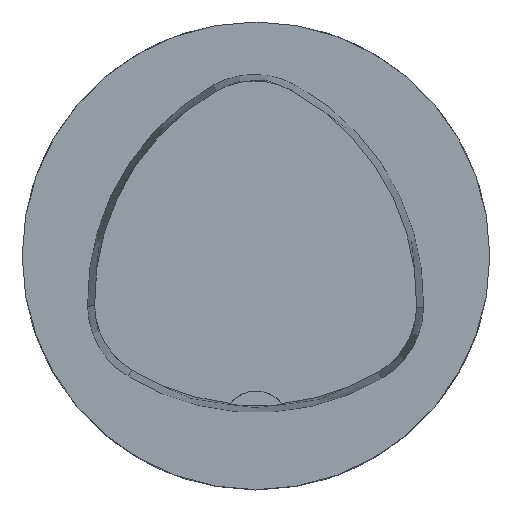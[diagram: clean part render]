
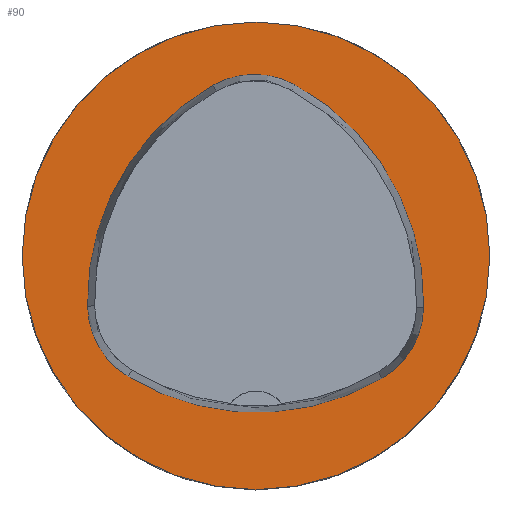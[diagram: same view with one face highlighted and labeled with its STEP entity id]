
A CAD part, top view. The second image highlights one B-rep face of the part: STEP entity #90.
In plain terms, the highlighted planar face has unit normal (0, 0, 1).
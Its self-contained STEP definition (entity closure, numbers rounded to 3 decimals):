
#35=PLANE('',#505);
#90=ADVANCED_FACE('',(#143,#144),#35,.T.);
#114=CIRCLE('',#476,50.);
#116=CIRCLE('',#483,53.);
#118=CIRCLE('',#486,18.);
#120=CIRCLE('',#489,53.);
#122=CIRCLE('',#492,18.);
#126=CIRCLE('',#497,53.);
#128=CIRCLE('',#500,18.);
#143=FACE_BOUND('',#168,.T.);
#144=FACE_BOUND('',#169,.T.);
#168=EDGE_LOOP('',(#257,#258,#259,#260,#261,#262));
#169=EDGE_LOOP('',(#263));
#257=ORIENTED_EDGE('',*,*,#390,.T.);
#258=ORIENTED_EDGE('',*,*,#370,.T.);
#259=ORIENTED_EDGE('',*,*,#374,.T.);
#260=ORIENTED_EDGE('',*,*,#377,.T.);
#261=ORIENTED_EDGE('',*,*,#380,.T.);
#262=ORIENTED_EDGE('',*,*,#388,.T.);
#263=ORIENTED_EDGE('',*,*,#360,.F.);
#321=VERTEX_POINT('',#703);
#331=VERTEX_POINT('',#724);
#332=VERTEX_POINT('',#725);
#335=VERTEX_POINT('',#733);
#337=VERTEX_POINT('',#739);
#339=VERTEX_POINT('',#745);
#346=VERTEX_POINT('',#766);
#360=EDGE_CURVE('',#321,#321,#114,.T.);
#370=EDGE_CURVE('',#331,#332,#116,.T.);
#374=EDGE_CURVE('',#332,#335,#118,.T.);
#377=EDGE_CURVE('',#335,#337,#120,.T.);
#380=EDGE_CURVE('',#337,#339,#122,.T.);
#388=EDGE_CURVE('',#339,#346,#126,.T.);
#390=EDGE_CURVE('',#346,#331,#128,.T.);
#476=AXIS2_PLACEMENT_3D('',#702,#552,#553);
#483=AXIS2_PLACEMENT_3D('',#723,#570,#571);
#486=AXIS2_PLACEMENT_3D('',#732,#578,#579);
#489=AXIS2_PLACEMENT_3D('',#738,#585,#586);
#492=AXIS2_PLACEMENT_3D('',#744,#592,#593);
#497=AXIS2_PLACEMENT_3D('',#767,#604,#605);
#500=AXIS2_PLACEMENT_3D('',#770,#610,#611);
#505=AXIS2_PLACEMENT_3D('',#775,#620,#621);
#552=DIRECTION('',(0.,0.,-1.));
#553=DIRECTION('',(-1.,0.,0.));
#570=DIRECTION('',(0.,0.,-1.));
#571=DIRECTION('',(-1.,0.,0.));
#578=DIRECTION('',(0.,0.,-1.));
#579=DIRECTION('',(-1.,0.,0.));
#585=DIRECTION('',(0.,0.,-1.));
#586=DIRECTION('',(-1.,0.,0.));
#592=DIRECTION('',(0.,0.,-1.));
#593=DIRECTION('',(-1.,0.,0.));
#604=DIRECTION('',(0.,0.,-1.));
#605=DIRECTION('',(-1.,0.,0.));
#610=DIRECTION('',(0.,0.,-1.));
#611=DIRECTION('',(-1.,0.,0.));
#620=DIRECTION('',(0.,0.,1.));
#621=DIRECTION('',(1.,0.,0.));
#702=CARTESIAN_POINT('',(0.,0.,0.));
#703=CARTESIAN_POINT('',(-50.,0.,0.));
#723=CARTESIAN_POINT('',(16.978,-9.621,0.));
#724=CARTESIAN_POINT('',(-36.009,-10.801,0.));
#725=CARTESIAN_POINT('',(-9.238,36.441,0.));
#732=CARTESIAN_POINT('',(-0.334,20.797,0.));
#733=CARTESIAN_POINT('',(8.312,36.585,0.));
#738=CARTESIAN_POINT('',(-17.147,-9.9,0.));
#739=CARTESIAN_POINT('',(35.839,-11.094,0.));
#744=CARTESIAN_POINT('',(17.844,-10.688,0.));
#745=CARTESIAN_POINT('',(26.94,-26.221,0.));
#766=CARTESIAN_POINT('',(-27.358,-25.784,0.));
#767=CARTESIAN_POINT('',(0.157,19.514,0.));
#770=CARTESIAN_POINT('',(-18.013,-10.4,0.));
#775=CARTESIAN_POINT('',(0.,0.,0.));
